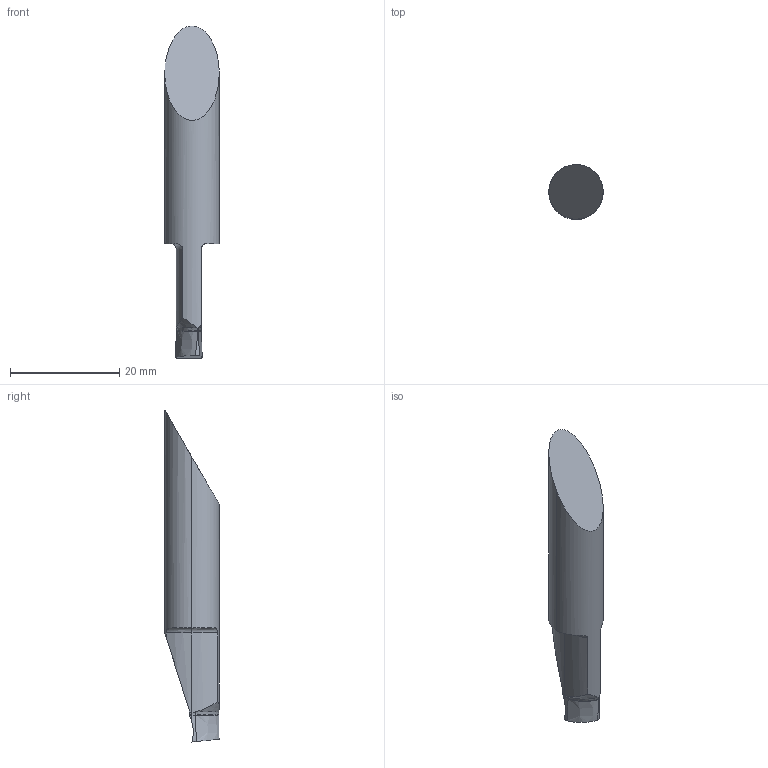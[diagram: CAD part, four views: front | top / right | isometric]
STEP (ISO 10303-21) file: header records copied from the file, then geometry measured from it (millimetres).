
FILE_DESCRIPTION(/* description */ (''),/* implementation_level */ '2;1');
FILE_NAME(/* name */ '1577788700293.stp',/* time_stamp */ '2019-12-31T16:08:33+06:00',/* author */ (''),/* organization */ ('SMS'),/* preprocessor_version */ 'ST-DEVELOPER v16.7',/* originating_system */ 'SIEMENS PLM Software NX 12.0',/* authorisation */ '');
FILE_SCHEMA (('AUTOMOTIVE_DESIGN { 1 0 10303 214 3 1 1 1 }'));
Length unit declared in the file: millimetre
Products named in the file (1): 202773725mod000_00
Bounding box: 10 x 10 x 60.91 mm (x, y, z)
Volume: 3051.5 mm3; surface area: 1668.1 mm2
Topology: 2 solids, 2 shells, 36 faces, 95 edges, 66 vertices
Faces by surface type: plane 14, cylinder 10, bspline 9, torus 2, cone 1
Entity records: 1578 total; most frequent: CARTESIAN_POINT 738, ORIENTED_EDGE 188, DIRECTION 126, EDGE_CURVE 94, VERTEX_POINT 62, AXIS2_PLACEMENT_3D 46, ADVANCED_FACE 36, FACE_OUTER_BOUND 36
